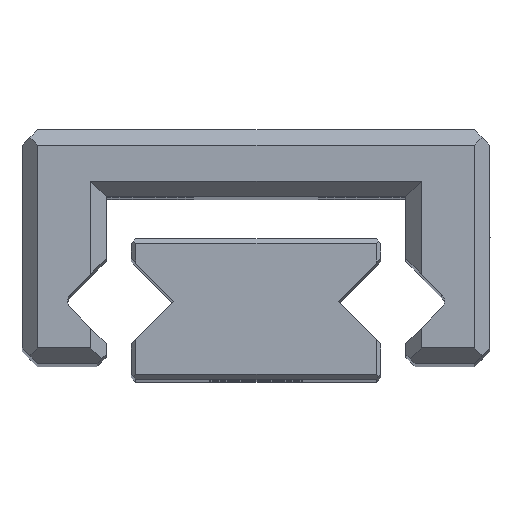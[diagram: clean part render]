
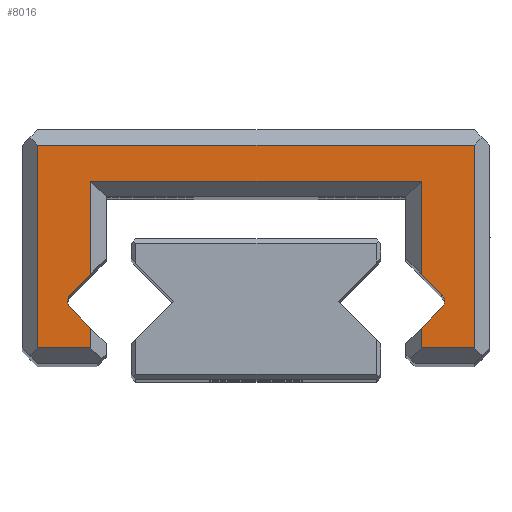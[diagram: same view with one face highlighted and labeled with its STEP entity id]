
A CAD part, top view. The second image highlights one B-rep face of the part: STEP entity #8016.
In plain terms, the highlighted planar face has unit normal (0, 0, 1).
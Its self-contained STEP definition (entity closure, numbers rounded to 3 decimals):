
#1467 = EDGE_CURVE ( 'NONE', #13717, #13724, #3093, .T. ) ;
#2558 = VERTEX_POINT ( 'NONE', #8297 ) ;
#2560 = VERTEX_POINT ( 'NONE', #8300 ) ;
#2568 = VERTEX_POINT ( 'NONE', #8312 ) ;
#2574 = VERTEX_POINT ( 'NONE', #8318 ) ;
#2622 = VERTEX_POINT ( 'NONE', #8366 ) ;
#2691 = VERTEX_POINT ( 'NONE', #8435 ) ;
#2711 = VERTEX_POINT ( 'NONE', #8455 ) ;
#2727 = VERTEX_POINT ( 'NONE', #8471 ) ;
#2890 = EDGE_LOOP ( 'NONE', ( #13287, #13286, #13285, #13284, #13283, #13282, #13281, #13280, #13279, #13278, #13277, #13276, #13274, #13273, #13272, #13271, #13270 ) ) ;
#3093 = CIRCLE ( 'NONE', #3157, 0.3 ) ;
#3157 = AXIS2_PLACEMENT_3D ( 'NONE', #7118, #7119, #7120 ) ;
#4293 = VECTOR ( 'NONE', #8828, 1000. ) ;
#4295 = VECTOR ( 'NONE', #8831, 1000. ) ;
#4296 = VECTOR ( 'NONE', #8834, 1000. ) ;
#4297 = VECTOR ( 'NONE', #8837, 1000. ) ;
#4299 = VECTOR ( 'NONE', #8843, 1000. ) ;
#4300 = VECTOR ( 'NONE', #8846, 1000. ) ;
#4301 = VECTOR ( 'NONE', #8849, 1000. ) ;
#4302 = VECTOR ( 'NONE', #8852, 1000. ) ;
#4303 = VECTOR ( 'NONE', #8855, 1000. ) ;
#4304 = VECTOR ( 'NONE', #8858, 1000. ) ;
#4337 = VECTOR ( 'NONE', #8965, 1000. ) ;
#4344 = CIRCLE ( 'NONE', #4346, 0.3 ) ;
#4346 = AXIS2_PLACEMENT_3D ( 'NONE', #8984, #8985, #8986 ) ;
#4351 = VECTOR ( 'NONE', #9026, 1000. ) ;
#4374 = VECTOR ( 'NONE', #9178, 1000. ) ;
#4378 = CIRCLE ( 'NONE', #4388, 0.3 ) ;
#4388 = AXIS2_PLACEMENT_3D ( 'NONE', #9235, #9236, #9237 ) ;
#4389 = VECTOR ( 'NONE', #9252, 1000. ) ;
#4499 = AXIS2_PLACEMENT_3D ( 'NONE', #11694, #11700, #11701 ) ;
#4644 = CARTESIAN_POINT ( 'NONE',  ( -7., 7., 30. ) ) ;
#4654 = CARTESIAN_POINT ( 'NONE',  ( -5.3, 0.5, 30. ) ) ;
#4668 = CARTESIAN_POINT ( 'NONE',  ( -5.953, 1.788, 30. ) ) ;
#4670 = CARTESIAN_POINT ( 'NONE',  ( 5.953, 1.788, 30. ) ) ;
#4675 = CARTESIAN_POINT ( 'NONE',  ( 7., 7., 30. ) ) ;
#4825 = CARTESIAN_POINT ( 'NONE',  ( -6.04, 2., 30. ) ) ;
#4832 = CARTESIAN_POINT ( 'NONE',  ( -5.953, 2.212, 30. ) ) ;
#5385 = EDGE_CURVE ( 'NONE', #2558, #2568, #8819, .T. ) ;
#5386 = EDGE_CURVE ( 'NONE', #2574, #2558, #8829, .T. ) ;
#5387 = EDGE_CURVE ( 'NONE', #7764, #2574, #8832, .T. ) ;
#5388 = EDGE_CURVE ( 'NONE', #12734, #2691, #8835, .T. ) ;
#5390 = EDGE_CURVE ( 'NONE', #7760, #12734, #8841, .T. ) ;
#5391 = EDGE_CURVE ( 'NONE', #12742, #7760, #8844, .T. ) ;
#5392 = EDGE_CURVE ( 'NONE', #12757, #12742, #8847, .T. ) ;
#5393 = EDGE_CURVE ( 'NONE', #2560, #12757, #8850, .T. ) ;
#5394 = EDGE_CURVE ( 'NONE', #2727, #2560, #8853, .T. ) ;
#5395 = EDGE_CURVE ( 'NONE', #2711, #2727, #8856, .T. ) ;
#5428 = EDGE_CURVE ( 'NONE', #12752, #2711, #8963, .T. ) ;
#5435 = EDGE_CURVE ( 'NONE', #2622, #12752, #4344, .T. ) ;
#5443 = EDGE_CURVE ( 'NONE', #2568, #2622, #9002, .T. ) ;
#5470 = EDGE_CURVE ( 'NONE', #13724, #7764, #9157, .T. ) ;
#5481 = EDGE_CURVE ( 'NONE', #12750, #13717, #4378, .T. ) ;
#5484 = EDGE_CURVE ( 'NONE', #2691, #12750, #9250, .T. ) ;
#7118 = CARTESIAN_POINT ( 'NONE',  ( -5.74, 2., 30. ) ) ;
#7119 = DIRECTION ( 'NONE',  ( 0., 0., -1. ) ) ;
#7120 = DIRECTION ( 'NONE',  ( 1., 0., 0. ) ) ;
#7760 = VERTEX_POINT ( 'NONE', #11651 ) ;
#7764 = VERTEX_POINT ( 'NONE', #11654 ) ;
#8016 = ADVANCED_FACE ( 'NONE', ( #11698 ), #11692, .T. ) ;
#8297 = CARTESIAN_POINT ( 'NONE',  ( 5.3, 5.85, 30. ) ) ;
#8300 = CARTESIAN_POINT ( 'NONE',  ( 7., 0.5, 30. ) ) ;
#8312 = CARTESIAN_POINT ( 'NONE',  ( 5.3, 2.868, 30. ) ) ;
#8318 = CARTESIAN_POINT ( 'NONE',  ( -5.3, 5.85, 30. ) ) ;
#8366 = CARTESIAN_POINT ( 'NONE',  ( 5.953, 2.212, 30. ) ) ;
#8435 = CARTESIAN_POINT ( 'NONE',  ( -5.3, 1.132, 30. ) ) ;
#8455 = CARTESIAN_POINT ( 'NONE',  ( 5.3, 1.132, 30. ) ) ;
#8471 = CARTESIAN_POINT ( 'NONE',  ( 5.3, 0.5, 30. ) ) ;
#8819 = LINE ( 'NONE', #8827, #4293 ) ;
#8827 = CARTESIAN_POINT ( 'NONE',  ( 5.3, 3.37, 30. ) ) ;
#8828 = DIRECTION ( 'NONE',  ( 0., -1., 0. ) ) ;
#8829 = LINE ( 'NONE', #8830, #4295 ) ;
#8830 = CARTESIAN_POINT ( 'NONE',  ( 4.8, 5.85, 30. ) ) ;
#8831 = DIRECTION ( 'NONE',  ( 1., 0., 0. ) ) ;
#8832 = LINE ( 'NONE', #8833, #4296 ) ;
#8833 = CARTESIAN_POINT ( 'NONE',  ( -5.3, 5.35, 30. ) ) ;
#8834 = DIRECTION ( 'NONE',  ( 0., 1., 0. ) ) ;
#8835 = LINE ( 'NONE', #8836, #4297 ) ;
#8836 = CARTESIAN_POINT ( 'NONE',  ( -5.3, 0.63, 30. ) ) ;
#8837 = DIRECTION ( 'NONE',  ( 0., 1., 0. ) ) ;
#8841 = LINE ( 'NONE', #8842, #4299 ) ;
#8842 = CARTESIAN_POINT ( 'NONE',  ( -5.1, 0.5, 30. ) ) ;
#8843 = DIRECTION ( 'NONE',  ( 1., 0., 0. ) ) ;
#8844 = LINE ( 'NONE', #8845, #4300 ) ;
#8845 = CARTESIAN_POINT ( 'NONE',  ( -7., 0.5, 30. ) ) ;
#8846 = DIRECTION ( 'NONE',  ( 0., -1., 0. ) ) ;
#8847 = LINE ( 'NONE', #8848, #4301 ) ;
#8848 = CARTESIAN_POINT ( 'NONE',  ( -7., 7., 30. ) ) ;
#8849 = DIRECTION ( 'NONE',  ( -1., 0., 0. ) ) ;
#8850 = LINE ( 'NONE', #8851, #4302 ) ;
#8851 = CARTESIAN_POINT ( 'NONE',  ( 7., 7., 30. ) ) ;
#8852 = DIRECTION ( 'NONE',  ( 0., 1., 0. ) ) ;
#8853 = LINE ( 'NONE', #8854, #4303 ) ;
#8854 = CARTESIAN_POINT ( 'NONE',  ( 7., 0.5, 30. ) ) ;
#8855 = DIRECTION ( 'NONE',  ( 1., 0., 0. ) ) ;
#8856 = LINE ( 'NONE', #8857, #4304 ) ;
#8857 = CARTESIAN_POINT ( 'NONE',  ( 5.3, 0.3, 30. ) ) ;
#8858 = DIRECTION ( 'NONE',  ( 0., -1., 0. ) ) ;
#8963 = LINE ( 'NONE', #8964, #4337 ) ;
#8964 = CARTESIAN_POINT ( 'NONE',  ( 4.8, 0.63, 30. ) ) ;
#8965 = DIRECTION ( 'NONE',  ( -0.705, -0.709, 0. ) ) ;
#8984 = CARTESIAN_POINT ( 'NONE',  ( 5.74, 2., 30. ) ) ;
#8985 = DIRECTION ( 'NONE',  ( 0., 0., -1. ) ) ;
#8986 = DIRECTION ( 'NONE',  ( -1., 0., 0. ) ) ;
#9002 = LINE ( 'NONE', #9025, #4351 ) ;
#9025 = CARTESIAN_POINT ( 'NONE',  ( 5.953, 2.212, 30. ) ) ;
#9026 = DIRECTION ( 'NONE',  ( 0.705, -0.709, 0. ) ) ;
#9156 = CARTESIAN_POINT ( 'NONE',  ( -5.953, 2.212, 30. ) ) ;
#9157 = LINE ( 'NONE', #9156, #4374 ) ;
#9178 = DIRECTION ( 'NONE',  ( 0.705, 0.709, 0. ) ) ;
#9235 = CARTESIAN_POINT ( 'NONE',  ( -5.74, 2., 30. ) ) ;
#9236 = DIRECTION ( 'NONE',  ( 0., 0., -1. ) ) ;
#9237 = DIRECTION ( 'NONE',  ( 1., 0., 0. ) ) ;
#9250 = LINE ( 'NONE', #9251, #4389 ) ;
#9251 = CARTESIAN_POINT ( 'NONE',  ( -4.8, 0.63, 30. ) ) ;
#9252 = DIRECTION ( 'NONE',  ( -0.705, 0.709, 0. ) ) ;
#11651 = CARTESIAN_POINT ( 'NONE',  ( -7., 0.5, 30. ) ) ;
#11654 = CARTESIAN_POINT ( 'NONE',  ( -5.3, 2.868, 30. ) ) ;
#11692 = PLANE ( 'NONE',  #4499 ) ;
#11694 = CARTESIAN_POINT ( 'NONE',  ( -5.74, 2., 30. ) ) ;
#11698 = FACE_OUTER_BOUND ( 'NONE', #2890, .T. ) ;
#11700 = DIRECTION ( 'NONE',  ( 0., 0., 1. ) ) ;
#11701 = DIRECTION ( 'NONE',  ( 1., 0., 0. ) ) ;
#12734 = VERTEX_POINT ( 'NONE', #4654 ) ;
#12742 = VERTEX_POINT ( 'NONE', #4644 ) ;
#12750 = VERTEX_POINT ( 'NONE', #4668 ) ;
#12752 = VERTEX_POINT ( 'NONE', #4670 ) ;
#12757 = VERTEX_POINT ( 'NONE', #4675 ) ;
#13270 = ORIENTED_EDGE ( 'NONE', *, *, #5435, .T. ) ;
#13271 = ORIENTED_EDGE ( 'NONE', *, *, #5443, .T. ) ;
#13272 = ORIENTED_EDGE ( 'NONE', *, *, #5385, .T. ) ;
#13273 = ORIENTED_EDGE ( 'NONE', *, *, #5386, .T. ) ;
#13274 = ORIENTED_EDGE ( 'NONE', *, *, #5387, .T. ) ;
#13276 = ORIENTED_EDGE ( 'NONE', *, *, #5470, .T. ) ;
#13277 = ORIENTED_EDGE ( 'NONE', *, *, #1467, .T. ) ;
#13278 = ORIENTED_EDGE ( 'NONE', *, *, #5481, .T. ) ;
#13279 = ORIENTED_EDGE ( 'NONE', *, *, #5484, .T. ) ;
#13280 = ORIENTED_EDGE ( 'NONE', *, *, #5388, .T. ) ;
#13281 = ORIENTED_EDGE ( 'NONE', *, *, #5390, .T. ) ;
#13282 = ORIENTED_EDGE ( 'NONE', *, *, #5391, .T. ) ;
#13283 = ORIENTED_EDGE ( 'NONE', *, *, #5392, .T. ) ;
#13284 = ORIENTED_EDGE ( 'NONE', *, *, #5393, .T. ) ;
#13285 = ORIENTED_EDGE ( 'NONE', *, *, #5394, .T. ) ;
#13286 = ORIENTED_EDGE ( 'NONE', *, *, #5395, .T. ) ;
#13287 = ORIENTED_EDGE ( 'NONE', *, *, #5428, .T. ) ;
#13717 = VERTEX_POINT ( 'NONE', #4825 ) ;
#13724 = VERTEX_POINT ( 'NONE', #4832 ) ;
